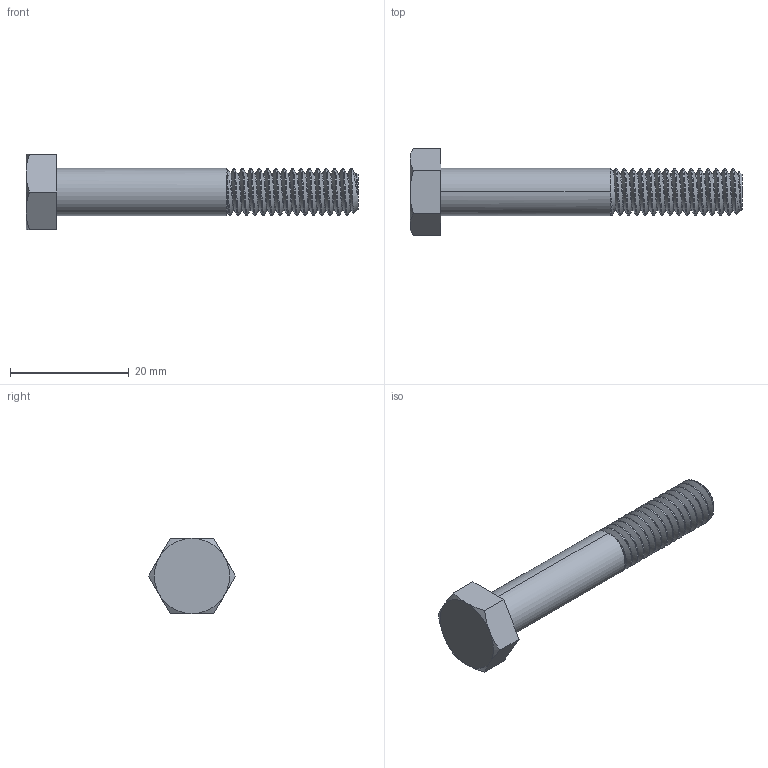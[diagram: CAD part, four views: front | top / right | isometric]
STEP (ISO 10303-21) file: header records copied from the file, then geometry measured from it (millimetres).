
FILE_DESCRIPTION (( 'STEP AP203' ), '1' );
FILE_NAME ('92245A591.step', '2014-06-18T19:23:50', ( '' ), ( '' ), 'SwSTEP 2.0', 'SolidWorks 2010', '' );
FILE_SCHEMA (( 'CONFIG_CONTROL_DESIGN' ));
Length unit declared in the file: inch
Products named in the file (1): 92245A591
Bounding box: 55.96 x 14.66 x 12.7 mm (x, y, z)
Volume: 2997.4 mm3; surface area: 2039.6 mm2
Topology: 1 solids, 1 shells, 56 faces, 151 edges, 98 vertices
Faces by surface type: cylinder 32, cone 12, plane 9, bspline 3
Entity records: 6331 total; most frequent: CARTESIAN_POINT 5081, ORIENTED_EDGE 302, DIRECTION 187, EDGE_CURVE 151, VERTEX_POINT 98, AXIS2_PLACEMENT_3D 69, EDGE_LOOP 57, FACE_OUTER_BOUND 56
